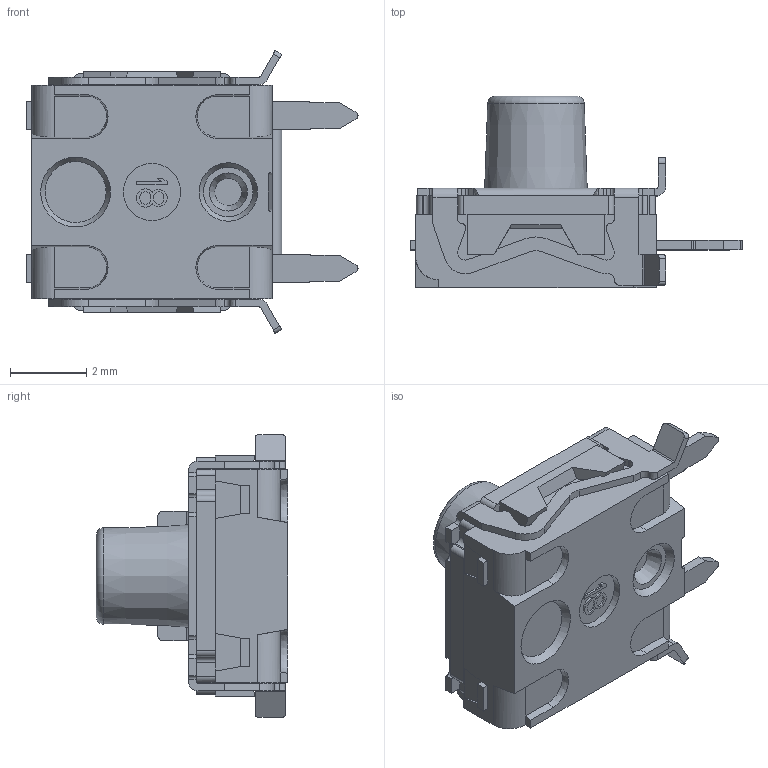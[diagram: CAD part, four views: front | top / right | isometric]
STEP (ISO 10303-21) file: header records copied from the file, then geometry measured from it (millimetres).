
FILE_DESCRIPTION( ( 'STEP AP214' ), ' ' );
FILE_NAME( 'psolqas1404039252.stp', '2017-10-30T13:04:03', ( '' ), ( '' ), ' ', 'PARTsolutions', ' ' );
FILE_SCHEMA( ( 'AUTOMOTIVE_DESIGN { 1 0 10303 214 1 1 1 1 }' ) );
Length unit declared in the file: metre
Products named in the file (1): 1
Bounding box: 8.7 x 5.01 x 7.41 mm (x, y, z)
Volume: 105.9 mm3; surface area: 208.9 mm2
Topology: 1 solids, 1 shells, 402 faces, 1170 edges, 768 vertices
Faces by surface type: plane 284, cylinder 100, bspline 8, cone 8, torus 2
Full cylindrical faces by diameter (mm): 1.5 x1, 3.45 x1
Entity records: 13573 total; most frequent: CARTESIAN_POINT 2903, ORIENTED_EDGE 2312, DIRECTION 2114, EDGE_CURVE 1156, LINE 900, VECTOR 900, VERTEX_POINT 762, AXIS2_PLACEMENT_3D 607
